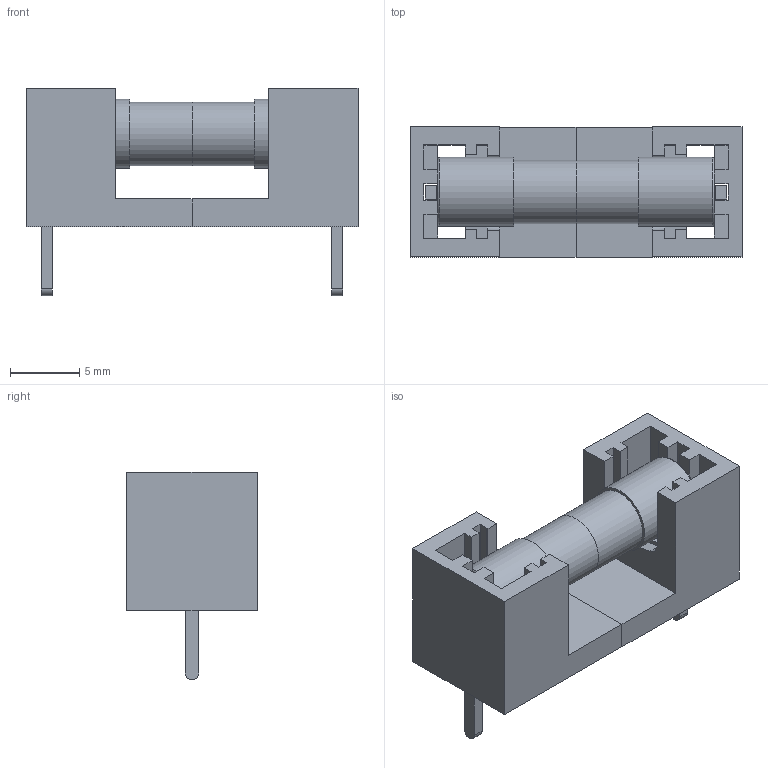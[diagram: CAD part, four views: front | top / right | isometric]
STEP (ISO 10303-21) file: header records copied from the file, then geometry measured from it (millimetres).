
FILE_DESCRIPTION(('FreeCAD Model'),'2;1');
FILE_NAME('fuse_socket_1.stp', '2017-08-03T22:07:17',('Author'),(''), 'Open CASCADE STEP processor 6.8','FreeCAD','Unknown');
FILE_SCHEMA(('AUTOMOTIVE_DESIGN_CC2 { 1 2 10303 214 -1 1 5 4 }'));
Length unit declared in the file: millimetre
Products named in the file (4): ASSEMBLY; Fusion; Fusion001; Fusion002
Assembly tree (3 placements, depth 2):
  ASSEMBLY
    Fusion
    Fusion001
    Fusion002
Bounding box: 24 x 9.4 x 15 mm (x, y, z)
Volume: 1120.7 mm3; surface area: 1953.4 mm2
Topology: 4 solids, 4 shells, 140 faces, 365 edges, 229 vertices
Faces by surface type: plane 124, cylinder 14, torus 2
Full cylindrical faces by diameter (mm): 4.6 x2, 5 x2
Entity records: 9152 total; most frequent: CARTESIAN_POINT 1558, DIRECTION 1396, LINE 1028, VECTOR 1028, ORIENTED_EDGE 738, PCURVE 730, DEFINITIONAL_REPRESENTATION 730, EDGE_CURVE 365
